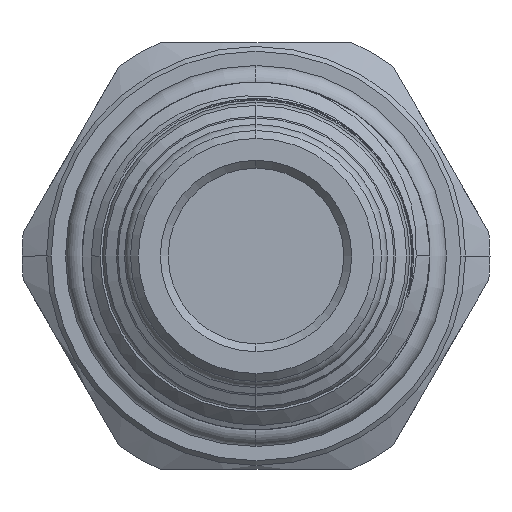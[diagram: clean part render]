
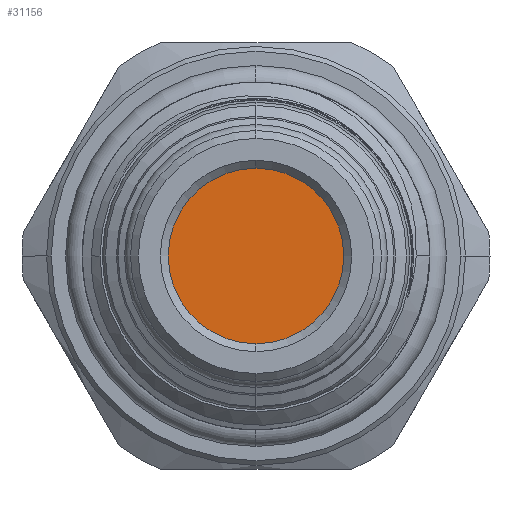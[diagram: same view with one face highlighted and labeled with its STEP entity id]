
A CAD part, left-side view. The second image highlights one B-rep face of the part: STEP entity #31156.
In plain terms, the highlighted planar face has unit normal (-1, 0, 0).
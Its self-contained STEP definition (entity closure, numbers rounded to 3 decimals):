
#3435 = ORIENTED_EDGE ( 'NONE', *, *, #39291, .F. ) ;
#6359 = DIRECTION ( 'NONE',  ( 1., 0., 0. ) ) ;
#7058 = FACE_OUTER_BOUND ( 'NONE', #14401, .T. ) ;
#7937 = CARTESIAN_POINT ( 'NONE',  ( -94.309, 0., 0. ) ) ;
#12761 = CARTESIAN_POINT ( 'NONE',  ( -94.309, 0., 5.55 ) ) ;
#13848 = EDGE_CURVE ( 'NONE', #31615, #39817, #22778, .T. ) ;
#14401 = EDGE_LOOP ( 'NONE', ( #22018, #3435 ) ) ;
#16950 = DIRECTION ( 'NONE',  ( 0., 0., 1. ) ) ;
#17462 = AXIS2_PLACEMENT_3D ( 'NONE', #24062, #31251, #17995 ) ;
#17995 = DIRECTION ( 'NONE',  ( 0., 0., 1. ) ) ;
#18555 = AXIS2_PLACEMENT_3D ( 'NONE', #30904, #6359, #24810 ) ;
#22018 = ORIENTED_EDGE ( 'NONE', *, *, #13848, .F. ) ;
#22778 = CIRCLE ( 'NONE', #17462, 5.55 ) ;
#24062 = CARTESIAN_POINT ( 'NONE',  ( -94.309, 0., 0. ) ) ;
#24198 = CIRCLE ( 'NONE', #18555, 5.55 ) ;
#24810 = DIRECTION ( 'NONE',  ( 0., 0., 1. ) ) ;
#25362 = CARTESIAN_POINT ( 'NONE',  ( -94.309, 0., -5.55 ) ) ;
#27430 = AXIS2_PLACEMENT_3D ( 'NONE', #7937, #35871, #16950 ) ;
#30904 = CARTESIAN_POINT ( 'NONE',  ( -94.309, 0., 0. ) ) ;
#31156 = ADVANCED_FACE ( 'NONE', ( #7058 ), #38698, .T. ) ;
#31251 = DIRECTION ( 'NONE',  ( 1., 0., 0. ) ) ;
#31615 = VERTEX_POINT ( 'NONE', #25362 ) ;
#35871 = DIRECTION ( 'NONE',  ( -1., 0., 0. ) ) ;
#38698 = PLANE ( 'NONE',  #27430 ) ;
#39291 = EDGE_CURVE ( 'NONE', #39817, #31615, #24198, .T. ) ;
#39817 = VERTEX_POINT ( 'NONE', #12761 ) ;
